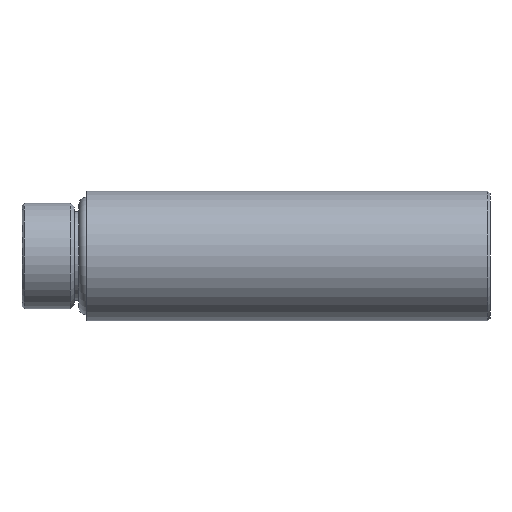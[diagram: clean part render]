
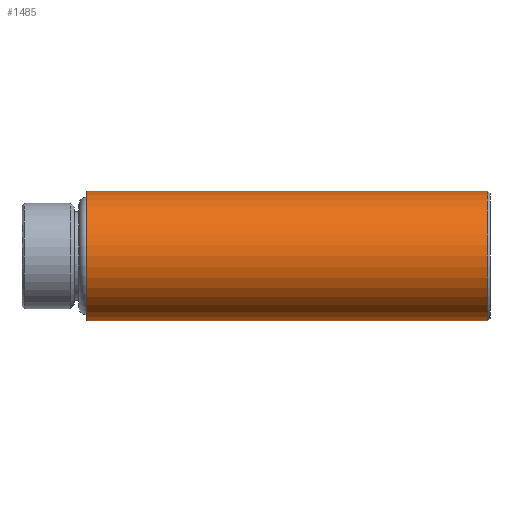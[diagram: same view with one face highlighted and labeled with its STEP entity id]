
A CAD part, front view. The second image highlights one B-rep face of the part: STEP entity #1485.
In plain terms, the highlighted cylindrical face has radius 8 mm (diameter 16 mm), a partial arc.
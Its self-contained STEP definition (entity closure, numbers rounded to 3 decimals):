
#30 = VERTEX_POINT ( 'NONE', #114 ) ;
#33 = VERTEX_POINT ( 'NONE', #116 ) ;
#114 = CARTESIAN_POINT ( 'NONE',  ( -0.3, 0., -8. ) ) ;
#116 = CARTESIAN_POINT ( 'NONE',  ( -0.3, 0., 8. ) ) ;
#532 = DIRECTION ( 'NONE',  ( -1., 0., 0. ) ) ;
#533 = VECTOR ( 'NONE', #532, 1000. ) ;
#534 = CARTESIAN_POINT ( 'NONE',  ( -103.476, 0., -8. ) ) ;
#535 = LINE ( 'NONE', #534, #533 ) ;
#584 = CARTESIAN_POINT ( 'NONE',  ( -50., 0., -8. ) ) ;
#704 = CARTESIAN_POINT ( 'NONE',  ( -50., 0., 0. ) ) ;
#709 = CYLINDRICAL_SURFACE ( 'NONE', #758, 8. ) ;
#710 = FACE_OUTER_BOUND ( 'NONE', #1490, .T. ) ;
#715 = CIRCLE ( 'NONE', #768, 8. ) ;
#719 = DIRECTION ( 'NONE',  ( -1., 0., 0. ) ) ;
#722 = DIRECTION ( 'NONE',  ( 0., 0., 1. ) ) ;
#723 = DIRECTION ( 'NONE',  ( -1., 0., 0. ) ) ;
#724 = CIRCLE ( 'NONE', #729, 8. ) ;
#728 = CARTESIAN_POINT ( 'NONE',  ( -0.3, 0., 0. ) ) ;
#729 = AXIS2_PLACEMENT_3D ( 'NONE', #728, #723, #722 ) ;
#730 = DIRECTION ( 'NONE',  ( -1., 0., 0. ) ) ;
#731 = CARTESIAN_POINT ( 'NONE',  ( -103.476, 0., 0. ) ) ;
#756 = DIRECTION ( 'NONE',  ( 0., 0., 1. ) ) ;
#758 = AXIS2_PLACEMENT_3D ( 'NONE', #731, #730, #756 ) ;
#767 = DIRECTION ( 'NONE',  ( 0., 0., 1. ) ) ;
#768 = AXIS2_PLACEMENT_3D ( 'NONE', #704, #719, #767 ) ;
#830 = CARTESIAN_POINT ( 'NONE',  ( -50., 0., 8. ) ) ;
#890 = DIRECTION ( 'NONE',  ( -1., 0., 0. ) ) ;
#891 = VECTOR ( 'NONE', #890, 1000. ) ;
#892 = CARTESIAN_POINT ( 'NONE',  ( -103.476, 0., 8. ) ) ;
#893 = LINE ( 'NONE', #892, #891 ) ;
#1379 = EDGE_CURVE ( 'NONE', #30, #1382, #535, .T. ) ;
#1382 = VERTEX_POINT ( 'NONE', #584 ) ;
#1460 = ORIENTED_EDGE ( 'NONE', *, *, #1473, .T. ) ;
#1473 = EDGE_CURVE ( 'NONE', #30, #33, #724, .T. ) ;
#1478 = ORIENTED_EDGE ( 'NONE', *, *, #1379, .F. ) ;
#1479 = ORIENTED_EDGE ( 'NONE', *, *, #1544, .T. ) ;
#1480 = EDGE_CURVE ( 'NONE', #1382, #1535, #715, .T. ) ;
#1485 = ADVANCED_FACE ( 'NONE', ( #710 ), #709, .T. ) ;
#1490 = EDGE_LOOP ( 'NONE', ( #1478, #1460, #1479, #1496 ) ) ;
#1496 = ORIENTED_EDGE ( 'NONE', *, *, #1480, .F. ) ;
#1535 = VERTEX_POINT ( 'NONE', #830 ) ;
#1544 = EDGE_CURVE ( 'NONE', #33, #1535, #893, .T. ) ;
